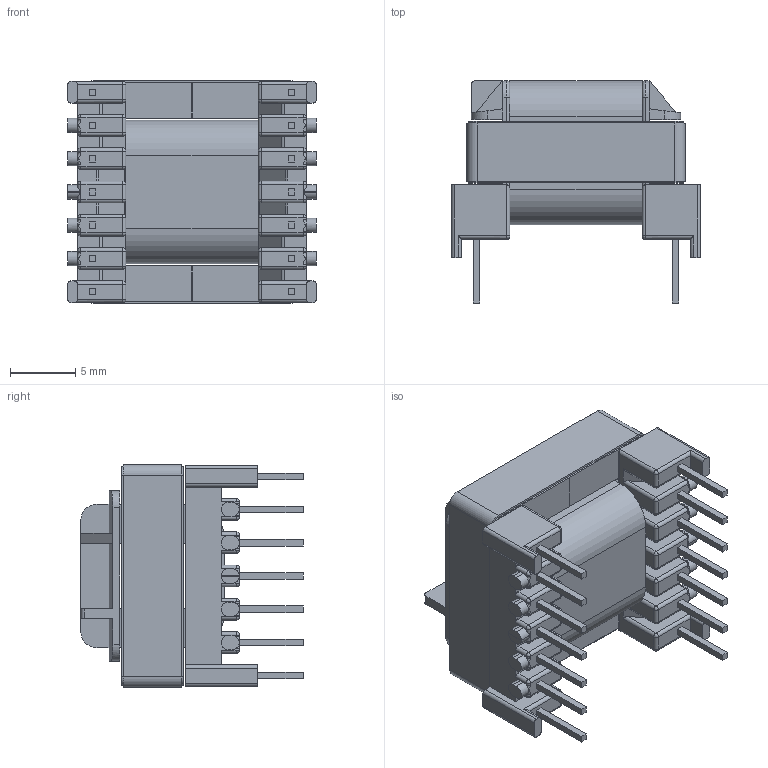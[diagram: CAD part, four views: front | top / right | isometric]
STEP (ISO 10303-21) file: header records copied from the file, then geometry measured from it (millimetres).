
FILE_DESCRIPTION (( 'STEP AP214' ), '1' );
FILE_NAME ('EE16-8-5_5813.STEP', '2021-06-30T19:07:48', ( '' ), ( '' ), 'SwSTEP 2.0', 'SolidWorks 2017', '' );
FILE_SCHEMA (( 'AUTOMOTIVE_DESIGN' ));
Length unit declared in the file: millimetre
Products named in the file (5): 070-5813_coil; 070-5813_6A; EE16-8-5_5813; 440-9989-2182; 150-2182_6A
Assembly tree (5 placements, depth 2):
  EE16-8-5_5813
    070-5813_6A
    150-2182_6A  x2
    070-5813_coil
    440-9989-2182
Bounding box: 19 x 17 x 17.03 mm (x, y, z)
Volume: 2465 mm3; surface area: 4241.2 mm2
Topology: 5 solids, 5 shells, 597 faces, 1531 edges, 908 vertices
Faces by surface type: plane 290, cylinder 219, sphere 48, torus 24, bspline 16
Entity records: 18985 total; most frequent: CARTESIAN_POINT 3810, DIRECTION 2933, ORIENTED_EDGE 2882, EDGE_CURVE 1441, AXIS2_PLACEMENT_3D 999, LINE 935, VECTOR 935, VERTEX_POINT 880
